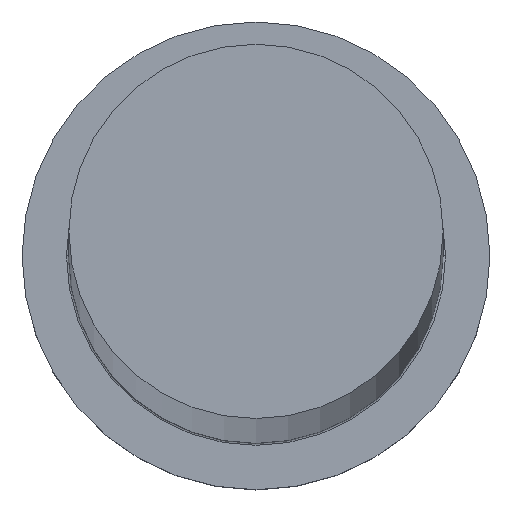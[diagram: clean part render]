
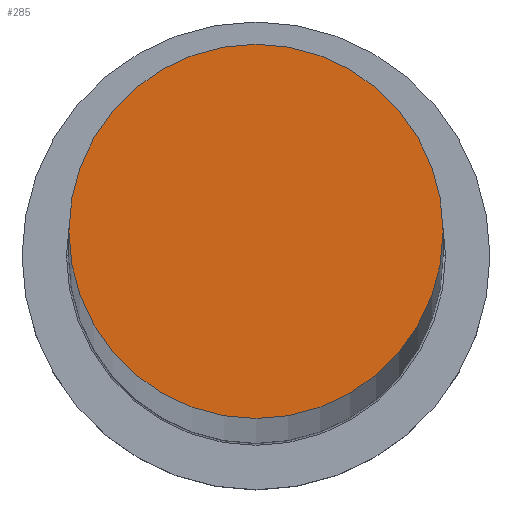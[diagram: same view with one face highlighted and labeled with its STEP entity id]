
A CAD part, top view. The second image highlights one B-rep face of the part: STEP entity #285.
In plain terms, the highlighted planar face has unit normal (0, 0, 1).
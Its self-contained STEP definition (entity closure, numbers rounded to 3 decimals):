
#16 = EDGE_LOOP ( 'NONE', ( #51, #236 ) ) ;
#24 = AXIS2_PLACEMENT_3D ( 'NONE', #242, #71, #127 ) ;
#26 = DIRECTION ( 'NONE',  ( 0., 0., 1. ) ) ;
#29 = EDGE_CURVE ( 'NONE', #124, #86, #150, .T. ) ;
#35 = CARTESIAN_POINT ( 'NONE',  ( 16., 0., 1210. ) ) ;
#51 = ORIENTED_EDGE ( 'NONE', *, *, #105, .T. ) ;
#71 = DIRECTION ( 'NONE',  ( 0., 0., 1. ) ) ;
#86 = VERTEX_POINT ( 'NONE', #281 ) ;
#92 = AXIS2_PLACEMENT_3D ( 'NONE', #288, #256, #133 ) ;
#105 = EDGE_CURVE ( 'NONE', #86, #124, #299, .T. ) ;
#122 = CARTESIAN_POINT ( 'NONE',  ( 0., 0., 1210. ) ) ;
#124 = VERTEX_POINT ( 'NONE', #35 ) ;
#127 = DIRECTION ( 'NONE',  ( 1., 0., 0. ) ) ;
#133 = DIRECTION ( 'NONE',  ( 1., 0., 0. ) ) ;
#150 = CIRCLE ( 'NONE', #191, 16. ) ;
#191 = AXIS2_PLACEMENT_3D ( 'NONE', #122, #26, #217 ) ;
#217 = DIRECTION ( 'NONE',  ( 1., 0., 0. ) ) ;
#236 = ORIENTED_EDGE ( 'NONE', *, *, #29, .T. ) ;
#242 = CARTESIAN_POINT ( 'NONE',  ( 0., 0., 1210. ) ) ;
#244 = PLANE ( 'NONE',  #92 ) ;
#256 = DIRECTION ( 'NONE',  ( 0., 0., 1. ) ) ;
#281 = CARTESIAN_POINT ( 'NONE',  ( -16., 0., 1210. ) ) ;
#285 = ADVANCED_FACE ( 'NONE', ( #290 ), #244, .T. ) ;
#288 = CARTESIAN_POINT ( 'NONE',  ( 0., 0., 1210. ) ) ;
#290 = FACE_OUTER_BOUND ( 'NONE', #16, .T. ) ;
#299 = CIRCLE ( 'NONE', #24, 16. ) ;
